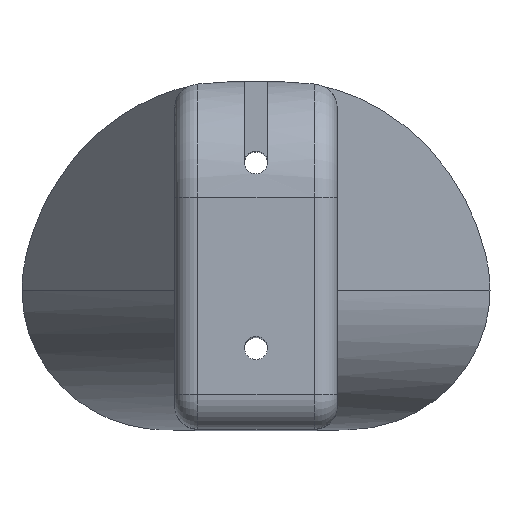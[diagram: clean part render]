
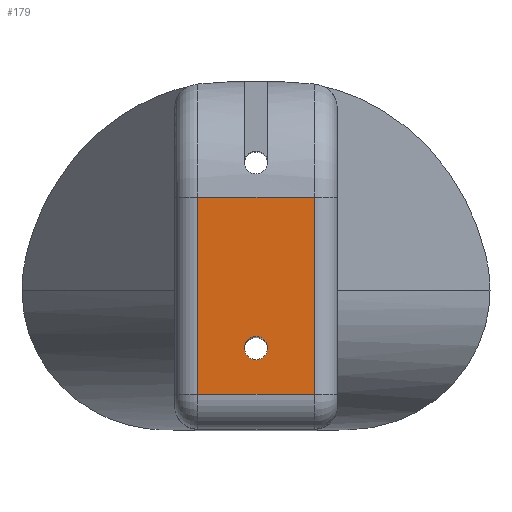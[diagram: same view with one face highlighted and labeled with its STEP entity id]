
A CAD part, top view. The second image highlights one B-rep face of the part: STEP entity #179.
In plain terms, the highlighted planar face has unit normal (0, 0, 1).
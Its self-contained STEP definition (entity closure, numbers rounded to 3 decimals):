
#4 = EDGE_CURVE ( 'NONE', #2206, #1333, #826, .T. ) ;
#47 = CARTESIAN_POINT ( 'NONE',  ( -3.5, 15., 17.84 ) ) ;
#151 = ORIENTED_EDGE ( 'NONE', *, *, #1659, .F. ) ;
#179 = ADVANCED_FACE ( 'NONE', ( #926, #1979 ), #2623, .F. ) ;
#320 = DIRECTION ( 'NONE',  ( 0., 0., 1. ) ) ;
#328 = EDGE_CURVE ( 'NONE', #1333, #2707, #1812, .T. ) ;
#363 = CARTESIAN_POINT ( 'NONE',  ( 0., 3.5, 17.84 ) ) ;
#370 = EDGE_LOOP ( 'NONE', ( #151, #582 ) ) ;
#391 = VECTOR ( 'NONE', #2481, 1000. ) ;
#518 = CARTESIAN_POINT ( 'NONE',  ( -3.5, 1.5, 17.84 ) ) ;
#582 = ORIENTED_EDGE ( 'NONE', *, *, #1837, .F. ) ;
#674 = ORIENTED_EDGE ( 'NONE', *, *, #1206, .T. ) ;
#700 = DIRECTION ( 'NONE',  ( -1., 0., 0. ) ) ;
#771 = CARTESIAN_POINT ( 'NONE',  ( 2.5, 1.5, 17.84 ) ) ;
#787 = VECTOR ( 'NONE', #1566, 1000. ) ;
#826 = LINE ( 'NONE', #2335, #1274 ) ;
#926 = FACE_BOUND ( 'NONE', #370, .T. ) ;
#1018 = CARTESIAN_POINT ( 'NONE',  ( 0., 3.5, 17.84 ) ) ;
#1032 = CARTESIAN_POINT ( 'NONE',  ( 0.5, 3.5, 17.84 ) ) ;
#1106 = AXIS2_PLACEMENT_3D ( 'NONE', #1018, #1869, #1900 ) ;
#1145 = VECTOR ( 'NONE', #2225, 1000. ) ;
#1206 = EDGE_CURVE ( 'NONE', #2707, #2231, #1438, .T. ) ;
#1274 = VECTOR ( 'NONE', #1922, 1000. ) ;
#1333 = VERTEX_POINT ( 'NONE', #2413 ) ;
#1438 = LINE ( 'NONE', #2692, #391 ) ;
#1563 = VERTEX_POINT ( 'NONE', #1032 ) ;
#1566 = DIRECTION ( 'NONE',  ( -1., 0., 0. ) ) ;
#1656 = ORIENTED_EDGE ( 'NONE', *, *, #2081, .T. ) ;
#1659 = EDGE_CURVE ( 'NONE', #1563, #2589, #2219, .T. ) ;
#1763 = DIRECTION ( 'NONE',  ( 0., 0., -1. ) ) ;
#1812 = LINE ( 'NONE', #518, #1145 ) ;
#1837 = EDGE_CURVE ( 'NONE', #2589, #1563, #2269, .T. ) ;
#1850 = CARTESIAN_POINT ( 'NONE',  ( -0.5, 3.5, 17.84 ) ) ;
#1869 = DIRECTION ( 'NONE',  ( 0., 0., 1. ) ) ;
#1900 = DIRECTION ( 'NONE',  ( 1., 0., 0. ) ) ;
#1909 = CARTESIAN_POINT ( 'NONE',  ( -2.5, 10., 17.84 ) ) ;
#1922 = DIRECTION ( 'NONE',  ( 0., -1., 0. ) ) ;
#1979 = FACE_OUTER_BOUND ( 'NONE', #2596, .T. ) ;
#1990 = ORIENTED_EDGE ( 'NONE', *, *, #4, .T. ) ;
#2008 = LINE ( 'NONE', #2048, #787 ) ;
#2048 = CARTESIAN_POINT ( 'NONE',  ( -3.5, 10., 17.84 ) ) ;
#2081 = EDGE_CURVE ( 'NONE', #2231, #2206, #2008, .T. ) ;
#2086 = AXIS2_PLACEMENT_3D ( 'NONE', #363, #320, #2250 ) ;
#2126 = AXIS2_PLACEMENT_3D ( 'NONE', #47, #1763, #700 ) ;
#2206 = VERTEX_POINT ( 'NONE', #1909 ) ;
#2219 = CIRCLE ( 'NONE', #1106, 0.5 ) ;
#2225 = DIRECTION ( 'NONE',  ( 1., 0., 0. ) ) ;
#2231 = VERTEX_POINT ( 'NONE', #2511 ) ;
#2250 = DIRECTION ( 'NONE',  ( 1., 0., 0. ) ) ;
#2269 = CIRCLE ( 'NONE', #2086, 0.5 ) ;
#2335 = CARTESIAN_POINT ( 'NONE',  ( -2.5, 15., 17.84 ) ) ;
#2340 = ORIENTED_EDGE ( 'NONE', *, *, #328, .T. ) ;
#2413 = CARTESIAN_POINT ( 'NONE',  ( -2.5, 1.5, 17.84 ) ) ;
#2481 = DIRECTION ( 'NONE',  ( 0., 1., 0. ) ) ;
#2511 = CARTESIAN_POINT ( 'NONE',  ( 2.5, 10., 17.84 ) ) ;
#2589 = VERTEX_POINT ( 'NONE', #1850 ) ;
#2596 = EDGE_LOOP ( 'NONE', ( #1656, #1990, #2340, #674 ) ) ;
#2623 = PLANE ( 'NONE',  #2126 ) ;
#2692 = CARTESIAN_POINT ( 'NONE',  ( 2.5, 15., 17.84 ) ) ;
#2707 = VERTEX_POINT ( 'NONE', #771 ) ;
